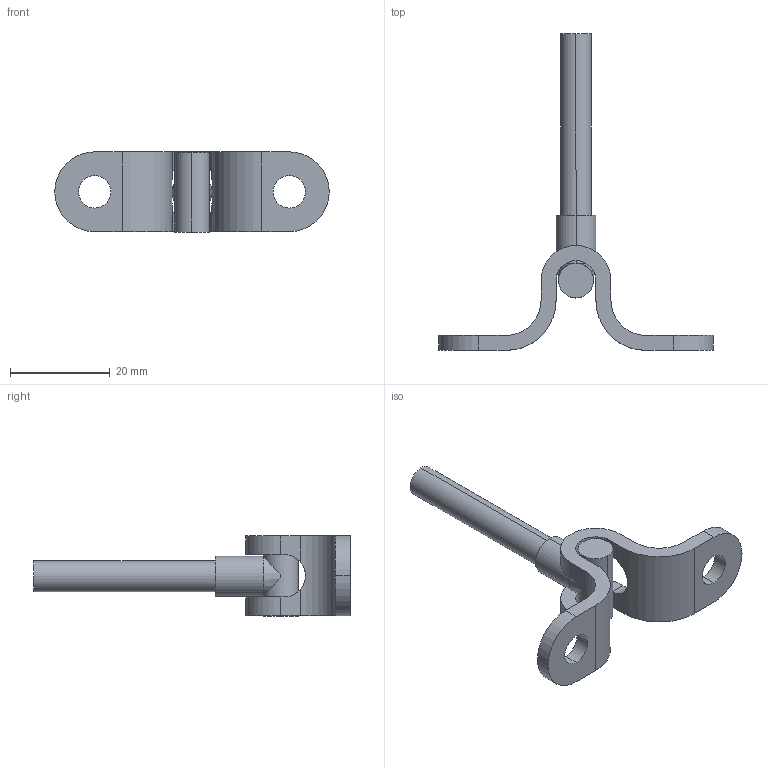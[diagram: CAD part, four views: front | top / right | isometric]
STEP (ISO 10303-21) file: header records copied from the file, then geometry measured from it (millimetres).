
FILE_DESCRIPTION (( 'STEP AP203' ), '1' );
FILE_NAME ('A14_7331-004.STEP', '2022-03-17T10:36:03', ( '' ), ( '' ), 'SwSTEP 2.0', 'SolidWorks 2019', '' );
FILE_SCHEMA (( 'CONFIG_CONTROL_DESIGN' ));
Length unit declared in the file: millimetre
Products named in the file (3): A14_7331-004; A14_7331-004.P2; A14_7331-M6.P1
Assembly tree (2 placements, depth 2):
  A14_7331-004
    A14_7331-M6.P1
    A14_7331-004.P2
Bounding box: 55 x 63.5 x 16.09 mm (x, y, z)
Volume: 4589.8 mm3; surface area: 4497.8 mm2
Topology: 2 solids, 2 shells, 51 faces, 135 edges, 88 vertices
Faces by surface type: cylinder 28, plane 21, cone 2
Entity records: 2058 total; most frequent: CARTESIAN_POINT 443, DIRECTION 293, ORIENTED_EDGE 270, EDGE_CURVE 135, AXIS2_PLACEMENT_3D 112, VERTEX_POINT 88, LINE 69, VECTOR 69
